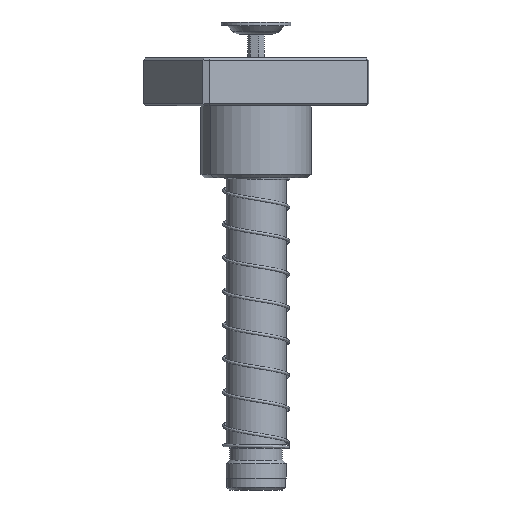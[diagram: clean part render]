
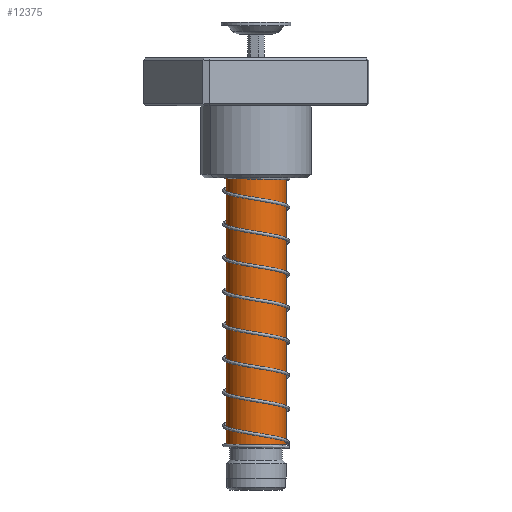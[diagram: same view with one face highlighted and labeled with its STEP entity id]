
A CAD part, front view. The second image highlights one B-rep face of the part: STEP entity #12375.
In plain terms, the highlighted cylindrical face has radius 12.5 mm (diameter 25 mm), a partial arc.
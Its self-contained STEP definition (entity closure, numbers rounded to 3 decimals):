
#710 = CARTESIAN_POINT ( 'NONE',  ( -12.5, 0., 19. ) ) ;
#1189 = CARTESIAN_POINT ( 'NONE',  ( 12.5, 0., 19. ) ) ;
#1428 = CARTESIAN_POINT ( 'NONE',  ( 0., 0., 180. ) ) ;
#1671 = DIRECTION ( 'NONE',  ( 1., 0., 0. ) ) ;
#2522 = EDGE_CURVE ( 'NONE', #23716, #44414, #18032, .T. ) ;
#6177 = DIRECTION ( 'NONE',  ( 0., 0., -1. ) ) ;
#8503 = FACE_OUTER_BOUND ( 'NONE', #19498, .T. ) ;
#9122 = DIRECTION ( 'NONE',  ( 0., 0., -1. ) ) ;
#10362 = EDGE_CURVE ( 'NONE', #32379, #31435, #18191, .T. ) ;
#11777 = LINE ( 'NONE', #37596, #41259 ) ;
#11876 = AXIS2_PLACEMENT_3D ( 'NONE', #20601, #6177, #45636 ) ;
#12375 = ADVANCED_FACE ( 'NONE', ( #8503 ), #44767, .T. ) ;
#14914 = AXIS2_PLACEMENT_3D ( 'NONE', #1428, #41487, #34035 ) ;
#15262 = EDGE_CURVE ( 'NONE', #44414, #31435, #11777, .T. ) ;
#15322 = ORIENTED_EDGE ( 'NONE', *, *, #2522, .T. ) ;
#16351 = DIRECTION ( 'NONE',  ( 0., 0., -1. ) ) ;
#18032 = CIRCLE ( 'NONE', #37546, 12.5 ) ;
#18191 = CIRCLE ( 'NONE', #11876, 12.5 ) ;
#19039 = EDGE_CURVE ( 'NONE', #23716, #32379, #40579, .T. ) ;
#19498 = EDGE_LOOP ( 'NONE', ( #25657, #15322, #26259, #40142 ) ) ;
#20520 = CARTESIAN_POINT ( 'NONE',  ( 12.5, 0., 177.5 ) ) ;
#20601 = CARTESIAN_POINT ( 'NONE',  ( 0., 0., 19. ) ) ;
#22755 = DIRECTION ( 'NONE',  ( 0., 0., -1. ) ) ;
#23716 = VERTEX_POINT ( 'NONE', #20520 ) ;
#25657 = ORIENTED_EDGE ( 'NONE', *, *, #19039, .F. ) ;
#26259 = ORIENTED_EDGE ( 'NONE', *, *, #15262, .T. ) ;
#27213 = CARTESIAN_POINT ( 'NONE',  ( 12.5, 0., 180. ) ) ;
#31435 = VERTEX_POINT ( 'NONE', #710 ) ;
#32379 = VERTEX_POINT ( 'NONE', #1189 ) ;
#34035 = DIRECTION ( 'NONE',  ( -1., 0., 0. ) ) ;
#37546 = AXIS2_PLACEMENT_3D ( 'NONE', #37609, #22755, #1671 ) ;
#37596 = CARTESIAN_POINT ( 'NONE',  ( -12.5, 0., 180. ) ) ;
#37609 = CARTESIAN_POINT ( 'NONE',  ( 0., 0., 177.5 ) ) ;
#40142 = ORIENTED_EDGE ( 'NONE', *, *, #10362, .F. ) ;
#40579 = LINE ( 'NONE', #27213, #41716 ) ;
#41259 = VECTOR ( 'NONE', #16351, 1000. ) ;
#41487 = DIRECTION ( 'NONE',  ( 0., 0., -1. ) ) ;
#41716 = VECTOR ( 'NONE', #9122, 1000. ) ;
#44414 = VERTEX_POINT ( 'NONE', #45380 ) ;
#44767 = CYLINDRICAL_SURFACE ( 'NONE', #14914, 12.5 ) ;
#45380 = CARTESIAN_POINT ( 'NONE',  ( -12.5, 0., 177.5 ) ) ;
#45636 = DIRECTION ( 'NONE',  ( -1., 0., 0. ) ) ;
